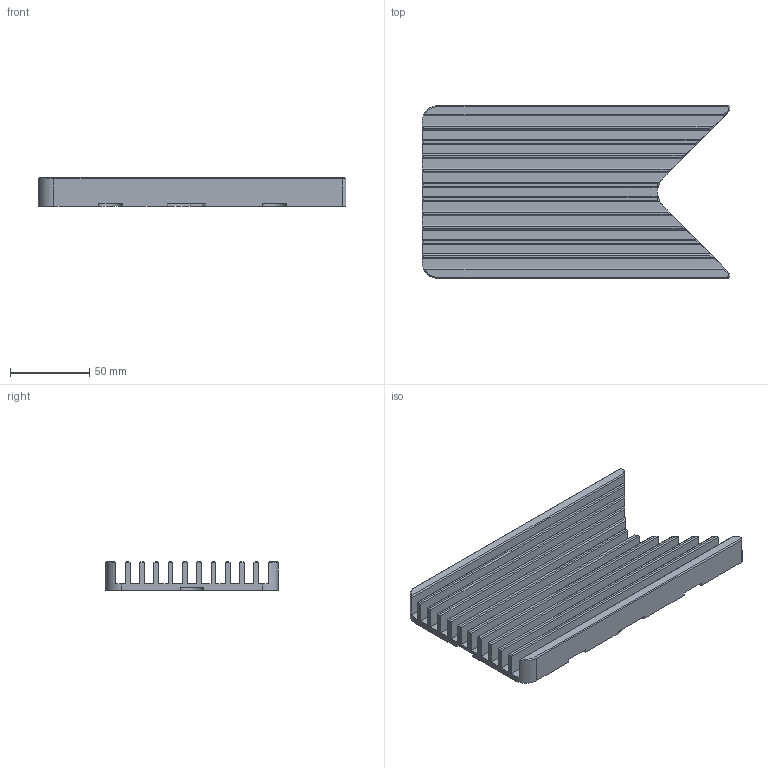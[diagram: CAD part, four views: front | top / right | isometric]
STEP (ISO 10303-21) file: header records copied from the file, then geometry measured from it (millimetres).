
FILE_DESCRIPTION (( 'STEP AP203' ), '1' );
FILE_NAME ('Dissipateur.STEP', '2022-01-29T23:30:18', ( '' ), ( '' ), 'SwSTEP 2.0', 'SolidWorks 2018', '' );
FILE_SCHEMA (( 'CONFIG_CONTROL_DESIGN' ));
Length unit declared in the file: millimetre
Products named in the file (1): Dissipateur
Bounding box: 194.13 x 109 x 18 mm (x, y, z)
Volume: 172877.8 mm3; surface area: 96794.5 mm2
Topology: 1 solids, 1 shells, 143 faces, 373 edges, 232 vertices
Faces by surface type: plane 117, cylinder 20, cone 6
Entity records: 4364 total; most frequent: CARTESIAN_POINT 773, ORIENTED_EDGE 746, DIRECTION 705, EDGE_CURVE 373, VECTOR 313, LINE 313, VERTEX_POINT 232, AXIS2_PLACEMENT_3D 196
